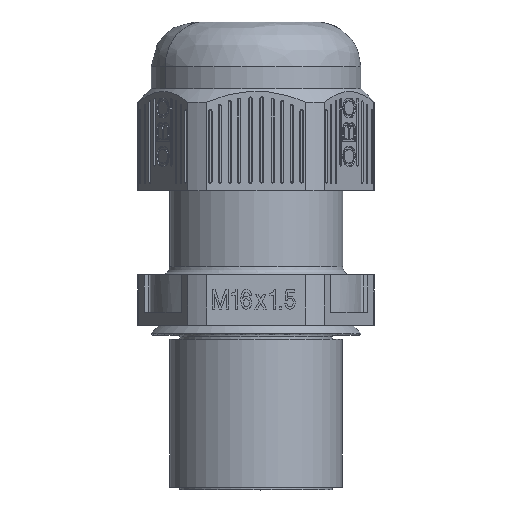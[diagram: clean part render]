
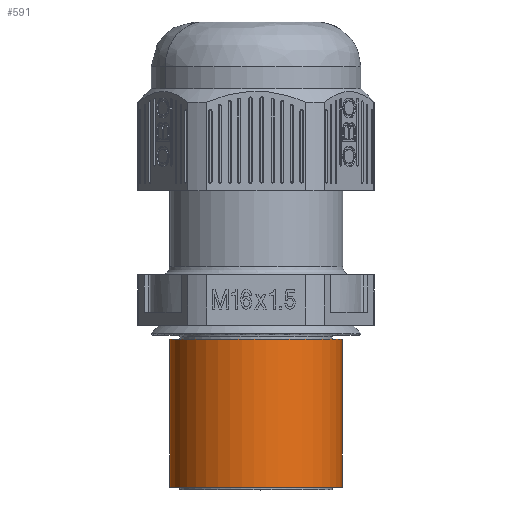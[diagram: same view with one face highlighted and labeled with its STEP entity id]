
A CAD part, top view. The second image highlights one B-rep face of the part: STEP entity #591.
In plain terms, the highlighted free-form (B-spline) face has degree [2, 1] with [9, 2] control points.
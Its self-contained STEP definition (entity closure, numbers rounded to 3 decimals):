
#591=ADVANCED_FACE('',(#1623),#14505,.T.);
#1623=FACE_OUTER_BOUND('',#2633,.T.);
#2633=EDGE_LOOP('',(#5904,#5905,#5906,#5907));
#5904=ORIENTED_EDGE('',*,*,#9315,.F.);
#5905=ORIENTED_EDGE('',*,*,#9316,.F.);
#5906=ORIENTED_EDGE('',*,*,#9314,.F.);
#5907=ORIENTED_EDGE('',*,*,#9317,.T.);
#9314=EDGE_CURVE('',#13677,#13675,#11298,.T.);
#9315=EDGE_CURVE('',#13674,#13676,#11299,.T.);
#9316=EDGE_CURVE('',#13675,#13674,#12592,.T.);
#9317=EDGE_CURVE('',#13677,#13676,#12593,.T.);
#11298=B_SPLINE_CURVE_WITH_KNOTS('',1,(#33301,#33302),.UNSPECIFIED.,.F.,
 .F.,(2,2),(0.,13.75),.UNSPECIFIED.);
#11299=B_SPLINE_CURVE_WITH_KNOTS('',1,(#33303,#33304),.UNSPECIFIED.,.F.,
 .F.,(2,2),(-13.75,0.),.UNSPECIFIED.);
#12592=(
BOUNDED_CURVE()
B_SPLINE_CURVE(2,(#33305,#33306,#33307,#33308,#33309),.UNSPECIFIED.,.F.,
 .F.)
B_SPLINE_CURVE_WITH_KNOTS((3,2,3),(0.,12.566,25.133),
 .UNSPECIFIED.)
CURVE()
GEOMETRIC_REPRESENTATION_ITEM()
RATIONAL_B_SPLINE_CURVE((1.,0.707,1.,0.707,1.))
REPRESENTATION_ITEM('')
);
#12593=(
BOUNDED_CURVE()
B_SPLINE_CURVE(2,(#33310,#33311,#33312,#33313,#33314),.UNSPECIFIED.,.F.,
 .F.)
B_SPLINE_CURVE_WITH_KNOTS((3,2,3),(0.,12.566,25.133),
 .UNSPECIFIED.)
CURVE()
GEOMETRIC_REPRESENTATION_ITEM()
RATIONAL_B_SPLINE_CURVE((1.,0.707,1.,0.707,1.))
REPRESENTATION_ITEM('')
);
#13674=VERTEX_POINT('',#32477);
#13675=VERTEX_POINT('',#32478);
#13676=VERTEX_POINT('',#32479);
#13677=VERTEX_POINT('',#32480);
#14505=(
BOUNDED_SURFACE()
B_SPLINE_SURFACE(2,1,((#30465,#30466),(#30467,#30468),(#30469,#30470),(#30471,
#30472),(#30473,#30474),(#30475,#30476),(#30477,#30478),(#30479,#30480),
(#30481,#30482)),.UNSPECIFIED.,.T.,.F.,.F.)
B_SPLINE_SURFACE_WITH_KNOTS((3,2,2,2,3),(2,2),(0.,1.571,3.142,
4.712,6.283),(0.,16.502),.UNSPECIFIED.)
GEOMETRIC_REPRESENTATION_ITEM()
RATIONAL_B_SPLINE_SURFACE(((1.,1.),(0.707,0.707),
(1.,1.),(0.707,0.707),(1.,1.),(0.707,
0.707),(1.,1.),(0.707,0.707),(1.,1.)))
REPRESENTATION_ITEM('')
SURFACE()
);
#30465=CARTESIAN_POINT('',(0.,-1.126,-8.));
#30466=CARTESIAN_POINT('',(0.,15.376,-8.));
#30467=CARTESIAN_POINT('',(-8.,-1.126,-8.));
#30468=CARTESIAN_POINT('',(-8.,15.376,-8.));
#30469=CARTESIAN_POINT('',(-8.,-1.126,0.));
#30470=CARTESIAN_POINT('',(-8.,15.376,0.));
#30471=CARTESIAN_POINT('',(-8.,-1.126,8.));
#30472=CARTESIAN_POINT('',(-8.,15.376,8.));
#30473=CARTESIAN_POINT('',(0.,-1.126,8.));
#30474=CARTESIAN_POINT('',(0.,15.376,8.));
#30475=CARTESIAN_POINT('',(8.,-1.126,8.));
#30476=CARTESIAN_POINT('',(8.,15.376,8.));
#30477=CARTESIAN_POINT('',(8.,-1.126,0.));
#30478=CARTESIAN_POINT('',(8.,15.376,0.));
#30479=CARTESIAN_POINT('',(8.,-1.126,-8.));
#30480=CARTESIAN_POINT('',(8.,15.376,-8.));
#30481=CARTESIAN_POINT('',(0.,-1.126,-8.));
#30482=CARTESIAN_POINT('',(0.,15.376,-8.));
#32477=CARTESIAN_POINT('',(8.,14.,0.));
#32478=CARTESIAN_POINT('',(-8.,14.,0.));
#32479=CARTESIAN_POINT('',(8.,0.25,0.));
#32480=CARTESIAN_POINT('',(-8.,0.25,0.));
#33301=CARTESIAN_POINT('',(-8.,0.25,0.));
#33302=CARTESIAN_POINT('',(-8.,14.,0.));
#33303=CARTESIAN_POINT('',(8.,14.,0.));
#33304=CARTESIAN_POINT('',(8.,0.25,0.));
#33305=CARTESIAN_POINT('',(-8.,14.,0.));
#33306=CARTESIAN_POINT('',(-8.,14.,8.));
#33307=CARTESIAN_POINT('',(0.,14.,8.));
#33308=CARTESIAN_POINT('',(8.,14.,8.));
#33309=CARTESIAN_POINT('',(8.,14.,0.));
#33310=CARTESIAN_POINT('',(-8.,0.25,0.));
#33311=CARTESIAN_POINT('',(-8.,0.25,8.));
#33312=CARTESIAN_POINT('',(0.,0.25,8.));
#33313=CARTESIAN_POINT('',(8.,0.25,8.));
#33314=CARTESIAN_POINT('',(8.,0.25,0.));
